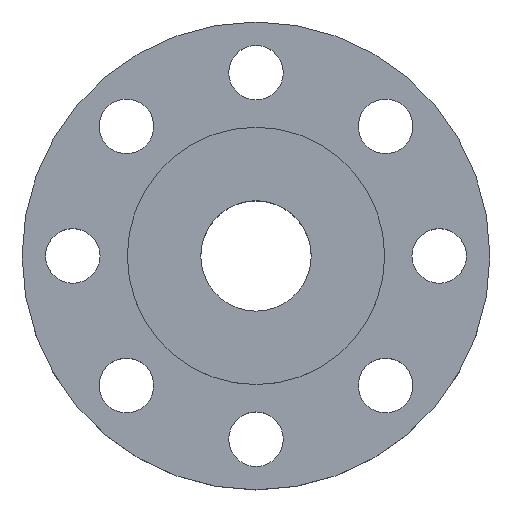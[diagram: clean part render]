
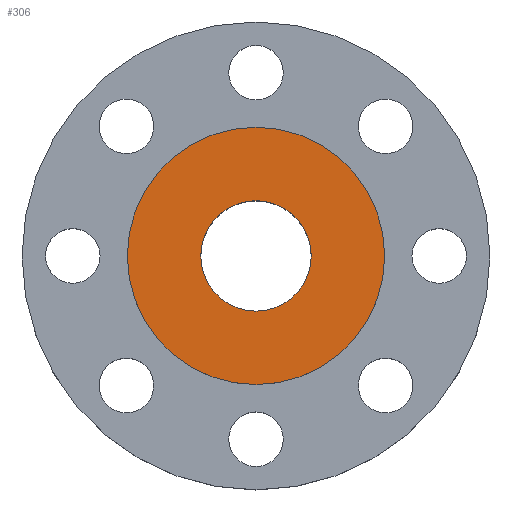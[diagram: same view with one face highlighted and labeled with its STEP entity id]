
A CAD part, top view. The second image highlights one B-rep face of the part: STEP entity #306.
In plain terms, the highlighted planar face has unit normal (0, 0, 1).
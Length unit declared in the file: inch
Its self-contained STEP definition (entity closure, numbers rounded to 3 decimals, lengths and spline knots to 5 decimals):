
#57 = CARTESIAN_POINT ( 'NONE',  ( -2.0625, 0., 0. ) ) ;
#101 = CARTESIAN_POINT ( 'NONE',  ( 0., 0., 0. ) ) ;
#147 = FACE_BOUND ( 'NONE', #954, .T. ) ;
#150 = CIRCLE ( 'NONE', #628, 2.0625 ) ;
#169 = AXIS2_PLACEMENT_3D ( 'NONE', #101, #1056, #905 ) ;
#172 = DIRECTION ( 'NONE',  ( 0., 0., 1. ) ) ;
#191 = CARTESIAN_POINT ( 'NONE',  ( 0., 0., 0. ) ) ;
#252 = EDGE_CURVE ( 'NONE', #700, #379, #425, .T. ) ;
#306 = ADVANCED_FACE ( 'NONE', ( #147, #1122 ), #871, .F. ) ;
#307 = DIRECTION ( 'NONE',  ( 0., 0., -1. ) ) ;
#379 = VERTEX_POINT ( 'NONE', #664 ) ;
#380 = DIRECTION ( 'NONE',  ( 1., 0., 0. ) ) ;
#387 = DIRECTION ( 'NONE',  ( 0., 0., 1. ) ) ;
#425 = CIRCLE ( 'NONE', #821, 0.8855 ) ;
#466 = EDGE_CURVE ( 'NONE', #379, #700, #864, .T. ) ;
#486 = ORIENTED_EDGE ( 'NONE', *, *, #750, .T. ) ;
#500 = CARTESIAN_POINT ( 'NONE',  ( 0., 0.8855, 0. ) ) ;
#544 = DIRECTION ( 'NONE',  ( 1., 0., 0. ) ) ;
#545 = CARTESIAN_POINT ( 'NONE',  ( -0.8855, 0., 0. ) ) ;
#558 = VERTEX_POINT ( 'NONE', #716 ) ;
#593 = AXIS2_PLACEMENT_3D ( 'NONE', #500, #307, #853 ) ;
#628 = AXIS2_PLACEMENT_3D ( 'NONE', #661, #1100, #380 ) ;
#661 = CARTESIAN_POINT ( 'NONE',  ( 0., 0., 0. ) ) ;
#664 = CARTESIAN_POINT ( 'NONE',  ( 0.8855, 0., 0. ) ) ;
#700 = VERTEX_POINT ( 'NONE', #545 ) ;
#709 = DIRECTION ( 'NONE',  ( 1., 0., 0. ) ) ;
#716 = CARTESIAN_POINT ( 'NONE',  ( 2.0625, 0., 0. ) ) ;
#721 = EDGE_LOOP ( 'NONE', ( #1020, #486 ) ) ;
#750 = EDGE_CURVE ( 'NONE', #893, #558, #150, .T. ) ;
#796 = ORIENTED_EDGE ( 'NONE', *, *, #466, .F. ) ;
#821 = AXIS2_PLACEMENT_3D ( 'NONE', #191, #387, #544 ) ;
#853 = DIRECTION ( 'NONE',  ( -1., 0., 0. ) ) ;
#864 = CIRCLE ( 'NONE', #975, 0.8855 ) ;
#871 = PLANE ( 'NONE',  #593 ) ;
#886 = ORIENTED_EDGE ( 'NONE', *, *, #252, .F. ) ;
#893 = VERTEX_POINT ( 'NONE', #57 ) ;
#905 = DIRECTION ( 'NONE',  ( 1., 0., 0. ) ) ;
#954 = EDGE_LOOP ( 'NONE', ( #796, #886 ) ) ;
#969 = CARTESIAN_POINT ( 'NONE',  ( 0., 0., 0. ) ) ;
#975 = AXIS2_PLACEMENT_3D ( 'NONE', #969, #172, #709 ) ;
#1014 = CIRCLE ( 'NONE', #169, 2.0625 ) ;
#1020 = ORIENTED_EDGE ( 'NONE', *, *, #1068, .T. ) ;
#1056 = DIRECTION ( 'NONE',  ( 0., 0., 1. ) ) ;
#1068 = EDGE_CURVE ( 'NONE', #558, #893, #1014, .T. ) ;
#1100 = DIRECTION ( 'NONE',  ( 0., 0., 1. ) ) ;
#1122 = FACE_OUTER_BOUND ( 'NONE', #721, .T. ) ;
